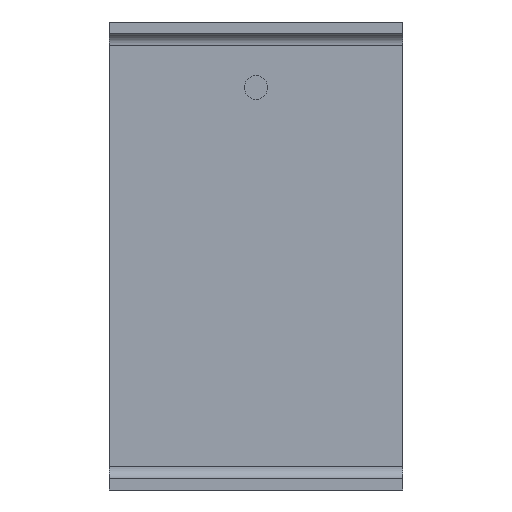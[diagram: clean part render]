
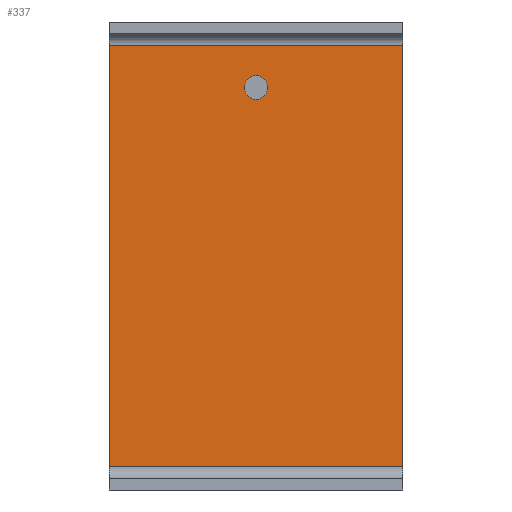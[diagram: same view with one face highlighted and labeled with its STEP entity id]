
A CAD part, front view. The second image highlights one B-rep face of the part: STEP entity #337.
In plain terms, the highlighted planar face has unit normal (0, -1, 0).
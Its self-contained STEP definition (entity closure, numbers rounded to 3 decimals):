
#28=PLANE('',#365);
#41=LINE('',#520,#69);
#43=LINE('',#526,#71);
#44=LINE('',#528,#72);
#45=LINE('',#529,#73);
#69=VECTOR('',#411,125.5);
#71=VECTOR('',#417,180.);
#72=VECTOR('',#418,125.5);
#73=VECTOR('',#419,180.);
#98=FACE_BOUND('',#129,.T.);
#106=FACE_OUTER_BOUND('',#128,.T.);
#128=EDGE_LOOP('',(#248,#249,#250,#251));
#129=EDGE_LOOP('',(#252));
#153=CIRCLE('',#360,4.188);
#168=VERTEX_POINT('',#511);
#171=VERTEX_POINT('',#517);
#172=VERTEX_POINT('',#519);
#174=VERTEX_POINT('',#525);
#175=VERTEX_POINT('',#527);
#199=EDGE_CURVE('',#168,#168,#153,.T.);
#202=EDGE_CURVE('',#171,#172,#41,.T.);
#205=EDGE_CURVE('',#174,#171,#43,.T.);
#206=EDGE_CURVE('',#175,#174,#44,.T.);
#207=EDGE_CURVE('',#172,#175,#45,.T.);
#248=ORIENTED_EDGE('',*,*,#202,.F.);
#249=ORIENTED_EDGE('',*,*,#205,.F.);
#250=ORIENTED_EDGE('',*,*,#206,.F.);
#251=ORIENTED_EDGE('',*,*,#207,.F.);
#252=ORIENTED_EDGE('',*,*,#199,.T.);
#337=ADVANCED_FACE('',(#106,#98),#28,.F.);
#360=AXIS2_PLACEMENT_3D('',#512,#403,#404);
#365=AXIS2_PLACEMENT_3D('',#524,#415,#416);
#403=DIRECTION('center_axis',(0.,1.,0.));
#404=DIRECTION('ref_axis',(1.,0.,0.));
#411=DIRECTION('',(1.,0.,0.));
#415=DIRECTION('center_axis',(0.,1.,0.));
#416=DIRECTION('ref_axis',(0.,0.,1.));
#417=DIRECTION('',(0.,0.,1.));
#418=DIRECTION('',(-1.,0.,0.));
#419=DIRECTION('',(0.,0.,-1.));
#511=CARTESIAN_POINT('',(58.562,11.,72.));
#512=CARTESIAN_POINT('Origin',(62.75,11.,72.));
#517=CARTESIAN_POINT('',(0.,11.,90.));
#519=CARTESIAN_POINT('',(125.5,11.,90.));
#520=CARTESIAN_POINT('',(0.,11.,90.));
#524=CARTESIAN_POINT('Origin',(0.,11.,-95.));
#525=CARTESIAN_POINT('',(0.,11.,-90.));
#526=CARTESIAN_POINT('',(0.,11.,-47.5));
#527=CARTESIAN_POINT('',(125.5,11.,-90.));
#528=CARTESIAN_POINT('',(0.,11.,-90.));
#529=CARTESIAN_POINT('',(125.5,11.,-47.5));
